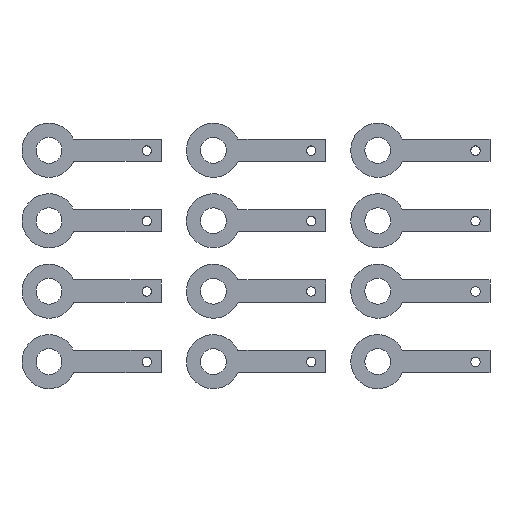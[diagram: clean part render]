
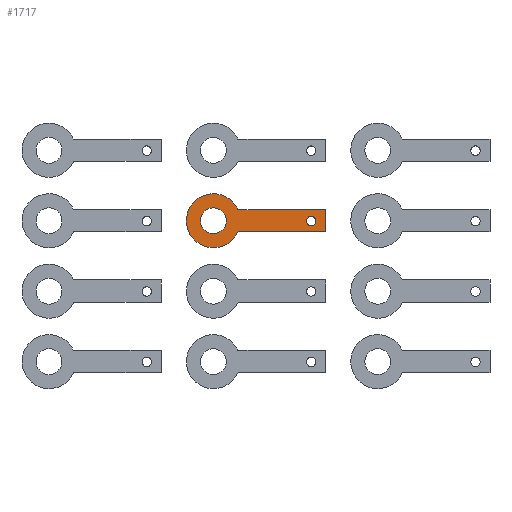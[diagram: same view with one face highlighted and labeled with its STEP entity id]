
A CAD part, top view. The second image highlights one B-rep face of the part: STEP entity #1717.
In plain terms, the highlighted planar face has unit normal (0, 0, 1).
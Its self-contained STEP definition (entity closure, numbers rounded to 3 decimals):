
#43=FACE_BOUND('',#279,.T.);
#44=FACE_BOUND('',#280,.T.);
#99=PLANE('',#1859);
#170=FACE_OUTER_BOUND('',#278,.T.);
#278=EDGE_LOOP('',(#1256,#1257,#1258,#1259));
#279=EDGE_LOOP('',(#1260));
#280=EDGE_LOOP('',(#1261));
#432=LINE('',#2595,#588);
#435=LINE('',#2601,#591);
#438=LINE('',#2607,#594);
#588=VECTOR('',#2075,10.);
#591=VECTOR('',#2080,10.);
#594=VECTOR('',#2085,10.);
#734=CIRCLE('',#1848,2.);
#736=CIRCLE('',#1851,5.5);
#739=CIRCLE('',#1858,11.5);
#818=VERTEX_POINT('',#2577);
#820=VERTEX_POINT('',#2583);
#824=VERTEX_POINT('',#2592);
#825=VERTEX_POINT('',#2594);
#827=VERTEX_POINT('',#2600);
#829=VERTEX_POINT('',#2606);
#980=EDGE_CURVE('',#818,#818,#734,.T.);
#983=EDGE_CURVE('',#820,#820,#736,.T.);
#988=EDGE_CURVE('',#825,#824,#432,.T.);
#991=EDGE_CURVE('',#827,#825,#435,.T.);
#994=EDGE_CURVE('',#829,#827,#438,.T.);
#997=EDGE_CURVE('',#824,#829,#739,.T.);
#1256=ORIENTED_EDGE('',*,*,#997,.T.);
#1257=ORIENTED_EDGE('',*,*,#994,.T.);
#1258=ORIENTED_EDGE('',*,*,#991,.T.);
#1259=ORIENTED_EDGE('',*,*,#988,.T.);
#1260=ORIENTED_EDGE('',*,*,#983,.T.);
#1261=ORIENTED_EDGE('',*,*,#980,.T.);
#1717=ADVANCED_FACE('',(#170,#43,#44),#99,.T.);
#1848=AXIS2_PLACEMENT_3D('',#2578,#2059,#2060);
#1851=AXIS2_PLACEMENT_3D('',#2584,#2066,#2067);
#1858=AXIS2_PLACEMENT_3D('',#2611,#2091,#2092);
#1859=AXIS2_PLACEMENT_3D('',#2612,#2093,#2094);
#2059=DIRECTION('center_axis',(0.,0.,-1.));
#2060=DIRECTION('ref_axis',(1.,0.,0.));
#2066=DIRECTION('center_axis',(0.,0.,-1.));
#2067=DIRECTION('ref_axis',(1.,0.,0.));
#2075=DIRECTION('',(-1.,0.,0.));
#2080=DIRECTION('',(0.,1.,0.));
#2085=DIRECTION('',(1.,0.,0.));
#2091=DIRECTION('center_axis',(0.,0.,1.));
#2092=DIRECTION('ref_axis',(1.,0.,0.));
#2093=DIRECTION('center_axis',(0.,0.,1.));
#2094=DIRECTION('ref_axis',(1.,0.,0.));
#2577=CARTESIAN_POINT('',(39.648,-30.127,2.));
#2578=CARTESIAN_POINT('Origin',(41.648,-30.127,2.));
#2583=CARTESIAN_POINT('',(-5.5,-30.,2.));
#2584=CARTESIAN_POINT('Origin',(0.,-30.,2.));
#2592=CARTESIAN_POINT('',(10.452,-25.203,2.));
#2594=CARTESIAN_POINT('',(47.798,-25.203,2.));
#2595=CARTESIAN_POINT('',(9.729,-25.203,2.));
#2600=CARTESIAN_POINT('',(47.798,-34.701,2.));
#2601=CARTESIAN_POINT('',(47.798,-25.203,2.));
#2606=CARTESIAN_POINT('',(10.495,-34.701,2.));
#2607=CARTESIAN_POINT('',(47.798,-34.701,2.));
#2611=CARTESIAN_POINT('Origin',(0.,-30.,2.));
#2612=CARTESIAN_POINT('Origin',(18.149,-30.,2.));
